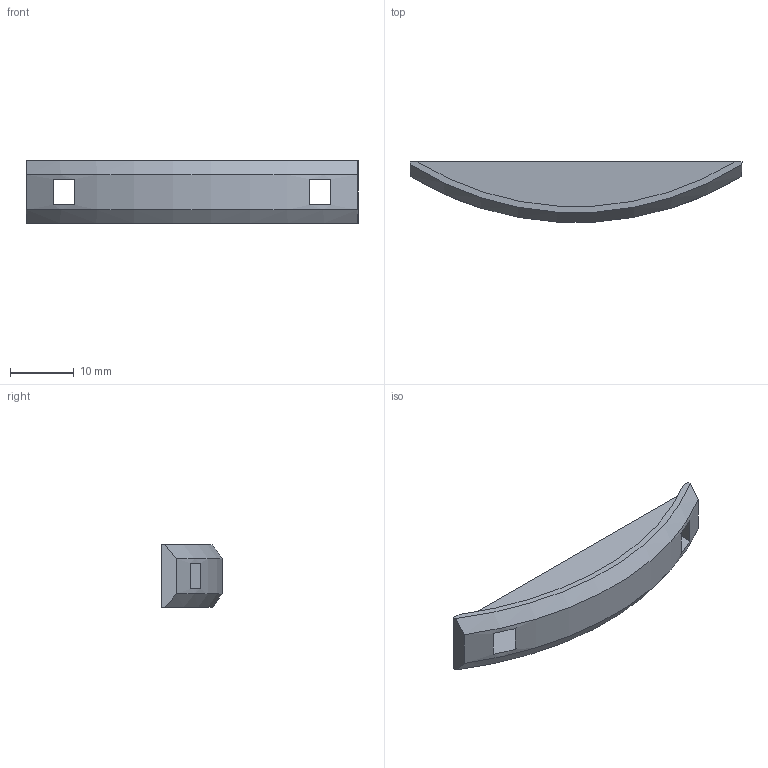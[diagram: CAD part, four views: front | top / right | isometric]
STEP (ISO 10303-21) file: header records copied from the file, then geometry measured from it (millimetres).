
FILE_DESCRIPTION(/* description */ (''),/* implementation_level */ '2;1');
FILE_NAME(/* name */ 'Clamex_P-10_Verbinderhaelfte_ohne_Hebel.stp',/* time_stamp */ '2022-06-29T15:16:37+02:00',/* author */ ('matthiask'),/* organization */ (''),/* preprocessor_version */ 'ST-DEVELOPER v18',/* originating_system */ 'Autodesk Inventor 2020',/* authorisation */ '');
FILE_SCHEMA (('AUTOMOTIVE_DESIGN { 1 0 10303 214 3 1 1 }'));
Length unit declared in the file: millimetre
Products named in the file (1): CAD_P-10_04
Bounding box: 52 x 9.41 x 9.8 mm (x, y, z)
Volume: 1909.5 mm3; surface area: 2340.8 mm2
Topology: 1 solids, 1 shells, 128 faces, 339 edges, 226 vertices
Faces by surface type: plane 67, bspline 43, cylinder 16, cone 2
Entity records: 4196 total; most frequent: CARTESIAN_POINT 1233, ORIENTED_EDGE 678, DIRECTION 459, EDGE_CURVE 339, VERTEX_POINT 226, LINE 211, VECTOR 211, EDGE_LOOP 145
